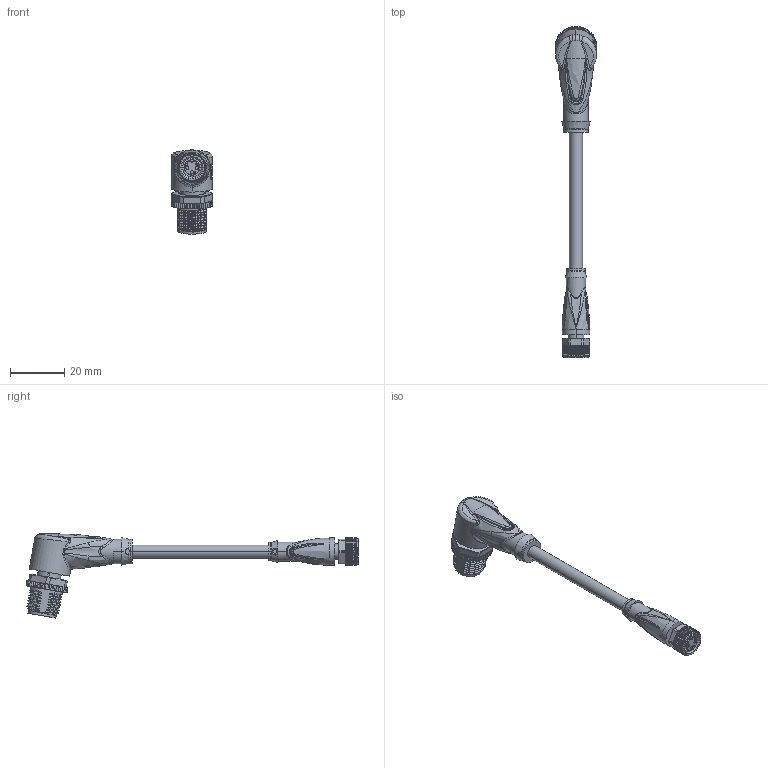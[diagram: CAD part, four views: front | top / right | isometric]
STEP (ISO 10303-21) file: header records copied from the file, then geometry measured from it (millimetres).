
FILE_DESCRIPTION(('STEP AP214'),'1');
FILE_NAME('cctmp_04D88468-EC53-4EFF-BA81-6652939EF725_2022_04_27_10_36_21_0052..stp','2022-04-27T08:36:29',('KiM GmbH'),('CADClick - www.CADClick.com'),'Spatial InterOp 3D postprocessed',' ','unknown authorization');
FILE_SCHEMA(('AUTOMOTIVE_DESIGN'));
Length unit declared in the file: millimetre
Products named in the file (10): Connection2; Connection2_2; Connection2_1; T193113_1; Cable; Connection1; Connection1_3; Connection1_2; Connection1_1; T193113
Assembly tree (9 placements, depth 4):
  T193113
    T193113_1
      Connection2
        Connection2_2
        Connection2_1
      Cable
      Connection1
        Connection1_3
        Connection1_2
        Connection1_1
Bounding box: 15.4 x 121.98 x 30.94 mm (x, y, z)
Volume: 8797.9 mm3; surface area: 7309.7 mm2
Topology: 9 solids, 13 shells, 2007 faces, 5266 edges, 3329 vertices
Faces by surface type: plane 875, cylinder 392, bspline 301, torus 274, cone 139, extrusion 16, sphere 10
Entity records: 132399 total; most frequent: CARTESIAN_POINT 75006, ORIENTED_EDGE 10498, DIRECTION 8786, EDGE_CURVE 5253, VERTEX_POINT 3329, AXIS2_PLACEMENT_3D 3122, STYLED_ITEM 3093, PRESENTATION_STYLE_ASSIGNMENT 3093
